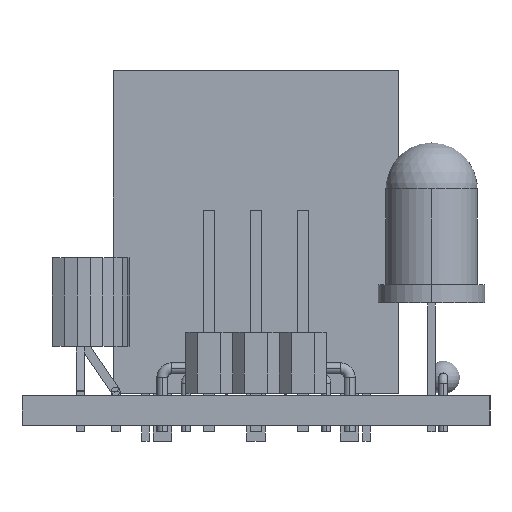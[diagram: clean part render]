
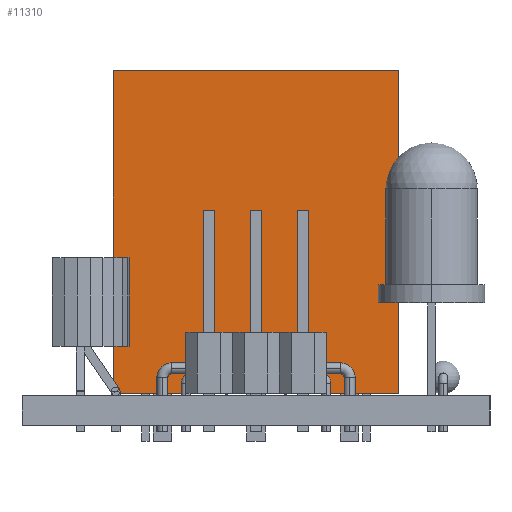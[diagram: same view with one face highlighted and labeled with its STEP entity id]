
A CAD part, left-side view. The second image highlights one B-rep face of the part: STEP entity #11310.
In plain terms, the highlighted planar face has unit normal (-1, 0, 0).
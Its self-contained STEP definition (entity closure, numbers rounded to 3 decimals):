
#11215=CARTESIAN_POINT('',(70.53,43.05,0.935));
#11216=VERTEX_POINT('',#11215);
#11217=CARTESIAN_POINT('',(70.53,58.55,0.935));
#11218=VERTEX_POINT('',#11217);
#11219=CARTESIAN_POINT('',(70.53,43.05,18.435));
#11220=VERTEX_POINT('',#11219);
#11221=CARTESIAN_POINT('',(70.53,58.55,18.435));
#11222=VERTEX_POINT('',#11221);
#11233=DIRECTION('',(0.,0.,17.5));
#11234=VECTOR('',#11233,1.);
#11235=LINE('',#11215,#11234);
#11236=DIRECTION('',(0.,0.,17.5));
#11237=VECTOR('',#11236,1.);
#11238=LINE('',#11217,#11237);
#11254=DIRECTION('',(0.,15.5,0.));
#11255=VECTOR('',#11254,1.);
#11256=LINE('',#11215,#11255);
#11257=DIRECTION('',(0.,15.5,0.));
#11258=VECTOR('',#11257,1.);
#11259=LINE('',#11219,#11258);
#11272=EDGE_CURVE('',#11216,#11220,#11235,.T.);
#11273=ORIENTED_EDGE('',*,*,#11272,.T.);
#11275=EDGE_CURVE('',#11218,#11222,#11238,.T.);
#11277=ORIENTED_EDGE('',*,*,#11275,.F.);
#11278=EDGE_CURVE('',#11216,#11218,#11256,.T.);
#11280=ORIENTED_EDGE('',*,*,#11278,.F.);
#11287=EDGE_CURVE('',#11220,#11222,#11259,.T.);
#11288=ORIENTED_EDGE('',*,*,#11287,.T.);
#11305=EDGE_LOOP('',(#11280,#11273,#11288,#11277));
#11306=FACE_OUTER_BOUND('',#11305,.T.);
#11307=DIRECTION('',(-21.5,0.,0.));
#11308=AXIS2_PLACEMENT_3D('',#11215,#11307,$);
#11309=PLANE('',#11308);
#11310=ADVANCED_FACE('',(#11306),#11309,.T.);
